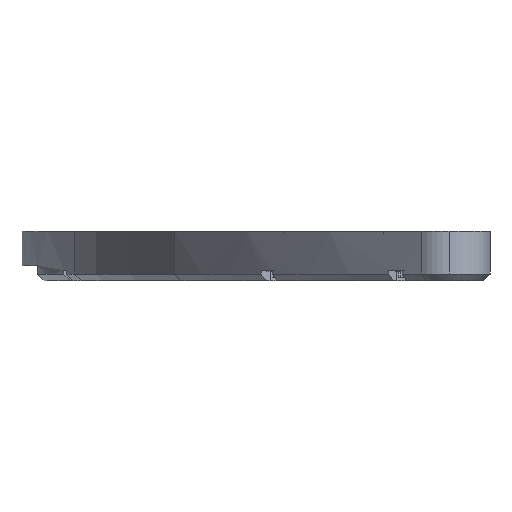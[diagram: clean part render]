
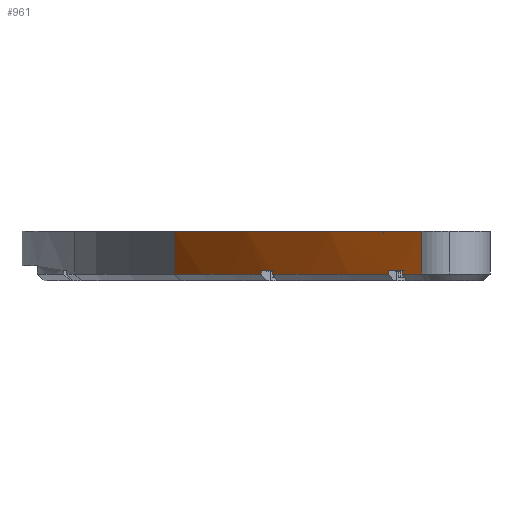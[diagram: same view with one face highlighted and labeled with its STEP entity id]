
A CAD part, left-side view. The second image highlights one B-rep face of the part: STEP entity #961.
In plain terms, the highlighted cylindrical face has radius 800 mm (diameter 1600 mm), a partial arc.
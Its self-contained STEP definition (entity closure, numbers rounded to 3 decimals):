
#19 = DIRECTION ( 'NONE',  ( 1., 0., 0. ) ) ;
#27 = DIRECTION ( 'NONE',  ( 0., 0., 1. ) ) ;
#30 = CARTESIAN_POINT ( 'NONE',  ( -680.914, -515.058, -23.6 ) ) ;
#299 = AXIS2_PLACEMENT_3D ( 'NONE', #1114, #1099, #1097 ) ;
#303 = CIRCLE ( 'NONE', #299, 800. ) ;
#505 = VECTOR ( 'NONE', #5730, 1000. ) ;
#961 = ADVANCED_FACE ( 'NONE', ( #3845 ), #3825, .T. ) ;
#1097 = DIRECTION ( 'NONE',  ( 1., 0., 0. ) ) ;
#1099 = DIRECTION ( 'NONE',  ( 0., 0., 1. ) ) ;
#1114 = CARTESIAN_POINT ( 'NONE',  ( -680.914, -515.058, -23.6 ) ) ;
#1158 = CARTESIAN_POINT ( 'NONE',  ( -1174.272, 114.703, -23.6 ) ) ;
#1165 = CARTESIAN_POINT ( 'NONE',  ( -1174.272, 114.703, -26. ) ) ;
#1229 = EDGE_CURVE ( 'NONE', #1646, #4434, #8273, .T. ) ;
#1243 = VECTOR ( 'NONE', #1950, 1000. ) ;
#1279 = VERTEX_POINT ( 'NONE', #7721 ) ;
#1570 = VERTEX_POINT ( 'NONE', #5413 ) ;
#1600 = VERTEX_POINT ( 'NONE', #5197 ) ;
#1646 = VERTEX_POINT ( 'NONE', #4833 ) ;
#1759 = VERTEX_POINT ( 'NONE', #3486 ) ;
#1775 = AXIS2_PLACEMENT_3D ( 'NONE', #2871, #2870, #2848 ) ;
#1928 = AXIS2_PLACEMENT_3D ( 'NONE', #3791, #3780, #3772 ) ;
#1950 = DIRECTION ( 'NONE',  ( 0., 0., -1. ) ) ;
#2055 = VERTEX_POINT ( 'NONE', #1165 ) ;
#2119 = CARTESIAN_POINT ( 'NONE',  ( -1267.691, 28.719, 30. ) ) ;
#2195 = EDGE_CURVE ( 'NONE', #7935, #1570, #8182, .T. ) ;
#2210 = EDGE_CURVE ( 'NONE', #8313, #1759, #4781, .T. ) ;
#2305 = VECTOR ( 'NONE', #8226, 1000. ) ;
#2385 = LINE ( 'NONE', #2119, #1243 ) ;
#2656 = DIRECTION ( 'NONE',  ( 0., 0., -1. ) ) ;
#2665 = CARTESIAN_POINT ( 'NONE',  ( -1278.68, 16.615, 30. ) ) ;
#2668 = LINE ( 'NONE', #2665, #6593 ) ;
#2759 = CARTESIAN_POINT ( 'NONE',  ( -1267.691, 28.719, -26. ) ) ;
#2848 = DIRECTION ( 'NONE',  ( 1., 0., 0. ) ) ;
#2870 = DIRECTION ( 'NONE',  ( 0., 0., 1. ) ) ;
#2871 = CARTESIAN_POINT ( 'NONE',  ( -680.914, -515.058, -26. ) ) ;
#3119 = EDGE_CURVE ( 'NONE', #6929, #2055, #6120, .T. ) ;
#3486 = CARTESIAN_POINT ( 'NONE',  ( -1278.68, 16.615, -26. ) ) ;
#3679 = CARTESIAN_POINT ( 'NONE',  ( -1260.158, 36.736, -26. ) ) ;
#3772 = DIRECTION ( 'NONE',  ( -1., 0., 0. ) ) ;
#3780 = DIRECTION ( 'NONE',  ( 0., 0., -1. ) ) ;
#3790 = EDGE_CURVE ( 'NONE', #1570, #1279, #8217, .T. ) ;
#3791 = CARTESIAN_POINT ( 'NONE',  ( -680.914, -515.058, 30. ) ) ;
#3825 = CYLINDRICAL_SURFACE ( 'NONE', #1928, 800. ) ;
#3845 = FACE_OUTER_BOUND ( 'NONE', #5724, .T. ) ;
#3918 = EDGE_CURVE ( 'NONE', #1279, #8313, #2385, .T. ) ;
#4434 = VERTEX_POINT ( 'NONE', #7580 ) ;
#4541 = VERTEX_POINT ( 'NONE', #6656 ) ;
#4671 = EDGE_CURVE ( 'NONE', #2055, #5431, #5770, .T. ) ;
#4724 = VECTOR ( 'NONE', #7937, 1000. ) ;
#4781 = CIRCLE ( 'NONE', #4790, 800. ) ;
#4790 = AXIS2_PLACEMENT_3D ( 'NONE', #6288, #6251, #6000 ) ;
#4833 = CARTESIAN_POINT ( 'NONE',  ( -1182.884, 107.86, -23.6 ) ) ;
#4897 = ORIENTED_EDGE ( 'NONE', *, *, #5453, .T. ) ;
#4915 = ORIENTED_EDGE ( 'NONE', *, *, #1229, .T. ) ;
#4938 = ORIENTED_EDGE ( 'NONE', *, *, #6158, .T. ) ;
#4984 = ORIENTED_EDGE ( 'NONE', *, *, #2195, .T. ) ;
#5000 = ORIENTED_EDGE ( 'NONE', *, *, #3790, .T. ) ;
#5017 = ORIENTED_EDGE ( 'NONE', *, *, #3918, .T. ) ;
#5055 = ORIENTED_EDGE ( 'NONE', *, *, #2210, .T. ) ;
#5110 = EDGE_CURVE ( 'NONE', #1600, #1759, #2668, .T. ) ;
#5197 = CARTESIAN_POINT ( 'NONE',  ( -1278.68, 16.615, 0. ) ) ;
#5413 = CARTESIAN_POINT ( 'NONE',  ( -1260.158, 36.736, -23.6 ) ) ;
#5431 = VERTEX_POINT ( 'NONE', #1158 ) ;
#5453 = EDGE_CURVE ( 'NONE', #5431, #1646, #303, .T. ) ;
#5724 = EDGE_LOOP ( 'NONE', ( #4897, #4915, #4938, #4984, #5000, #5017, #5055, #7913, #7316, #5913, #8089, #5740 ) ) ;
#5730 = DIRECTION ( 'NONE',  ( 0., 0., 1. ) ) ;
#5740 = ORIENTED_EDGE ( 'NONE', *, *, #4671, .T. ) ;
#5745 = CARTESIAN_POINT ( 'NONE',  ( -1174.272, 114.703, 30. ) ) ;
#5770 = LINE ( 'NONE', #5745, #505 ) ;
#5913 = ORIENTED_EDGE ( 'NONE', *, *, #6329, .T. ) ;
#5981 = CARTESIAN_POINT ( 'NONE',  ( -1097.95, 167.643, -26. ) ) ;
#6000 = DIRECTION ( 'NONE',  ( 1., 0., 0. ) ) ;
#6098 = EDGE_CURVE ( 'NONE', #4541, #1600, #7651, .T. ) ;
#6120 = CIRCLE ( 'NONE', #1775, 800. ) ;
#6158 = EDGE_CURVE ( 'NONE', #4434, #7935, #7599, .T. ) ;
#6251 = DIRECTION ( 'NONE',  ( 0., 0., 1. ) ) ;
#6288 = CARTESIAN_POINT ( 'NONE',  ( -680.914, -515.058, -26. ) ) ;
#6329 = EDGE_CURVE ( 'NONE', #4541, #6929, #7226, .T. ) ;
#6593 = VECTOR ( 'NONE', #2656, 1000. ) ;
#6656 = CARTESIAN_POINT ( 'NONE',  ( -1097.95, 167.643, 0. ) ) ;
#6929 = VERTEX_POINT ( 'NONE', #5981 ) ;
#7215 = DIRECTION ( 'NONE',  ( 0., 0., -1. ) ) ;
#7225 = CARTESIAN_POINT ( 'NONE',  ( -1097.95, 167.643, 30. ) ) ;
#7226 = LINE ( 'NONE', #7225, #7419 ) ;
#7316 = ORIENTED_EDGE ( 'NONE', *, *, #6098, .F. ) ;
#7419 = VECTOR ( 'NONE', #7215, 1000. ) ;
#7580 = CARTESIAN_POINT ( 'NONE',  ( -1182.884, 107.86, -26. ) ) ;
#7594 = AXIS2_PLACEMENT_3D ( 'NONE', #7690, #7677, #7676 ) ;
#7599 = CIRCLE ( 'NONE', #7594, 800. ) ;
#7636 = AXIS2_PLACEMENT_3D ( 'NONE', #7814, #7805, #7803 ) ;
#7651 = CIRCLE ( 'NONE', #7636, 800. ) ;
#7676 = DIRECTION ( 'NONE',  ( 1., 0., 0. ) ) ;
#7677 = DIRECTION ( 'NONE',  ( 0., 0., 1. ) ) ;
#7690 = CARTESIAN_POINT ( 'NONE',  ( -680.914, -515.058, -26. ) ) ;
#7721 = CARTESIAN_POINT ( 'NONE',  ( -1267.691, 28.719, -23.6 ) ) ;
#7803 = DIRECTION ( 'NONE',  ( 1., 0., 0. ) ) ;
#7805 = DIRECTION ( 'NONE',  ( 0., 0., 1. ) ) ;
#7814 = CARTESIAN_POINT ( 'NONE',  ( -680.914, -515.058, 0. ) ) ;
#7913 = ORIENTED_EDGE ( 'NONE', *, *, #5110, .F. ) ;
#7935 = VERTEX_POINT ( 'NONE', #3679 ) ;
#7937 = DIRECTION ( 'NONE',  ( 0., 0., 1. ) ) ;
#8089 = ORIENTED_EDGE ( 'NONE', *, *, #3119, .T. ) ;
#8131 = CARTESIAN_POINT ( 'NONE',  ( -1260.158, 36.736, 30. ) ) ;
#8182 = LINE ( 'NONE', #8131, #4724 ) ;
#8217 = CIRCLE ( 'NONE', #8227, 800. ) ;
#8226 = DIRECTION ( 'NONE',  ( 0., 0., -1. ) ) ;
#8227 = AXIS2_PLACEMENT_3D ( 'NONE', #30, #27, #19 ) ;
#8263 = CARTESIAN_POINT ( 'NONE',  ( -1182.884, 107.86, 30. ) ) ;
#8273 = LINE ( 'NONE', #8263, #2305 ) ;
#8313 = VERTEX_POINT ( 'NONE', #2759 ) ;
